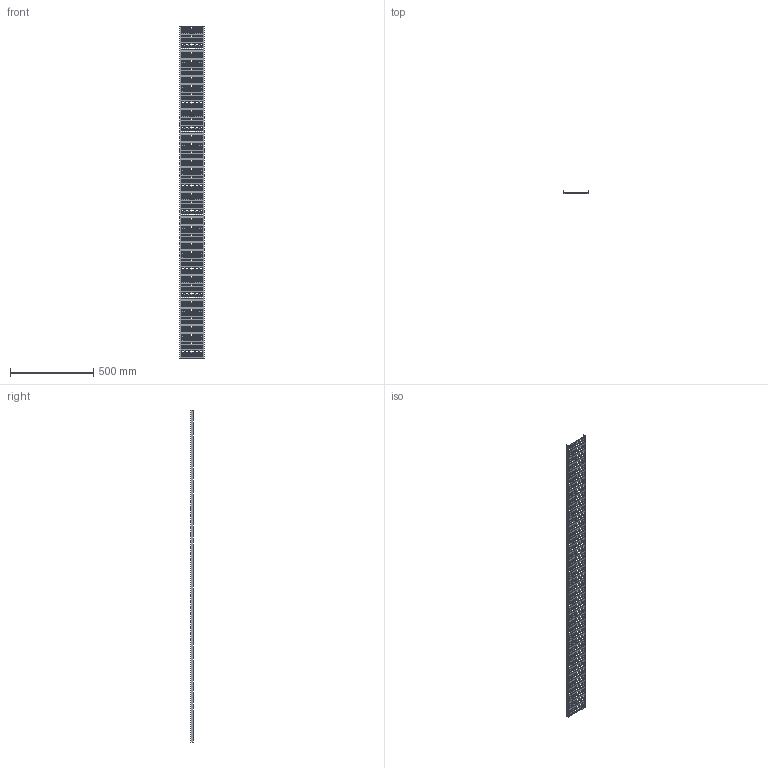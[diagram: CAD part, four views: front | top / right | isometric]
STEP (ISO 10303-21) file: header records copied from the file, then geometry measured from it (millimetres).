
FILE_DESCRIPTION (( 'STEP AP214' ), '1' );
FILE_NAME ('6045758.stp', '2017-06-06T06:35:38', ( '' ), ( '' ), 'SwSTEP 2.0', 'SolidWorks 2016', '' );
FILE_SCHEMA (( 'AUTOMOTIVE_DESIGN' ));
Length unit declared in the file: millimetre
Products named in the file (1): 6045758
Bounding box: 150 x 15 x 2000 mm (x, y, z)
Volume: 401654.9 mm3; surface area: 589582.3 mm2
Topology: 1 solids, 1 shells, 3018 faces, 9048 edges, 6032 vertices
Faces by surface type: cylinder 1720, plane 1298
Entity records: 105586 total; most frequent: DIRECTION 18526, CARTESIAN_POINT 18099, ORIENTED_EDGE 18096, EDGE_CURVE 9048, AXIS2_PLACEMENT_3D 6459, VERTEX_POINT 6032, VECTOR 5608, LINE 5608
